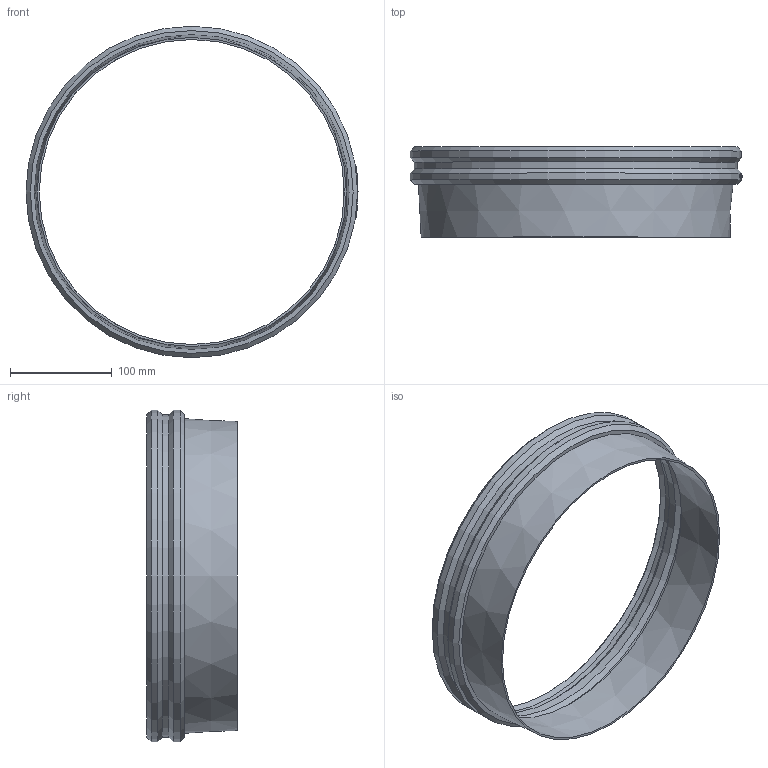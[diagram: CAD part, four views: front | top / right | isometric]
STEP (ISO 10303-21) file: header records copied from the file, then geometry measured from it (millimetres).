
FILE_DESCRIPTION(/* description */ ('2mm 304L Stainless Steel sheet','CAx-IF Rec.Pracs.---Representation and Presentation of Product Manufacturing Information (PMI)---4.0---2014-10-13'),/* implementation_level */ '2;1');
FILE_NAME(/* name */ '18-167.stp',/* time_stamp */ '2018-02-03T08:33:22+13:00',/* author */ ('Brian'),/* organization */ ('BFM® Global Ltd'),/* preprocessor_version */ 'ST-DEVELOPER v17',/* originating_system */ 'Autodesk Inventor 2018',/* authorisation */ 'BFM Global Ltd');
FILE_SCHEMA (('AP242_MANAGED_MODEL_BASED_3D_ENGINEERING_MIM_LF { 1 0 10303 442 1 1 4 }'));
Length unit declared in the file: millimetre
Products named in the file (1): 18-167
Bounding box: 326.5 x 88.98 x 326 mm (x, y, z)
Volume: 194931.3 mm3; surface area: 198941.2 mm2
Topology: 1 solids, 1 shells, 326 faces, 880 edges, 588 vertices
Faces by surface type: plane 145, bspline 131, cylinder 38, cone 12
Full cylindrical faces by diameter (mm): 313.5 x1, 317.5 x1, 322 x2, 326 x2
Entity records: 13517 total; most frequent: CARTESIAN_POINT 5962, ORIENTED_EDGE 1760, DIRECTION 1196, EDGE_CURVE 880, VERTEX_POINT 588, LINE 432, VECTOR 432, AXIS2_PLACEMENT_3D 382
